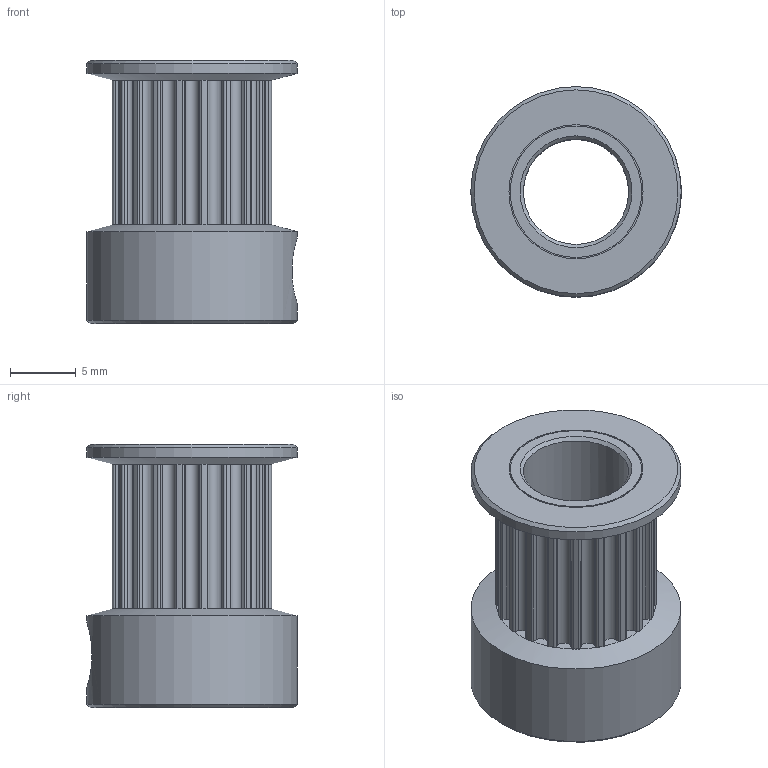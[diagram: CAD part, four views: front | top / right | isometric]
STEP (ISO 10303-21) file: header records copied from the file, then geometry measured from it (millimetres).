
FILE_DESCRIPTION(/* description */ (''),/* implementation_level */ '2;1');
FILE_NAME(/* name */ 'gt2 20 tooth v2.step',/* time_stamp */ '2023-03-09T11:57:40+05:30',/* author */ (''),/* organization */ (''),/* preprocessor_version */ 'ST-DEVELOPER v19.2',/* originating_system */ 'Autodesk Translation Framework v11.17.0.187',/* authorisation */ '');
FILE_SCHEMA (('AUTOMOTIVE_DESIGN { 1 0 10303 214 3 1 1 }'));
Length unit declared in the file: millimetre
Products named in the file (2): gt2 20 tooth; Component1
Assembly tree (1 placements, depth 2):
  gt2 20 tooth
    Component1
Bounding box: 16 x 16 x 20 mm (x, y, z)
Volume: 1795.2 mm3; surface area: 2085.5 mm2
Topology: 1 solids, 1 shells, 259 faces, 682 edges, 427 vertices
Faces by surface type: cylinder 151, plane 92, bspline 10, cone 6
Full cylindrical faces by diameter (mm): 3.332 x2, 4.109 x2, 8 x1, 10 x2, 10.2 x2, 16 x2
Entity records: 10149 total; most frequent: CARTESIAN_POINT 3547, DIRECTION 1511, ORIENTED_EDGE 1364, EDGE_CURVE 682, AXIS2_PLACEMENT_3D 676, VERTEX_POINT 427, CIRCLE 424, EDGE_LOOP 267
